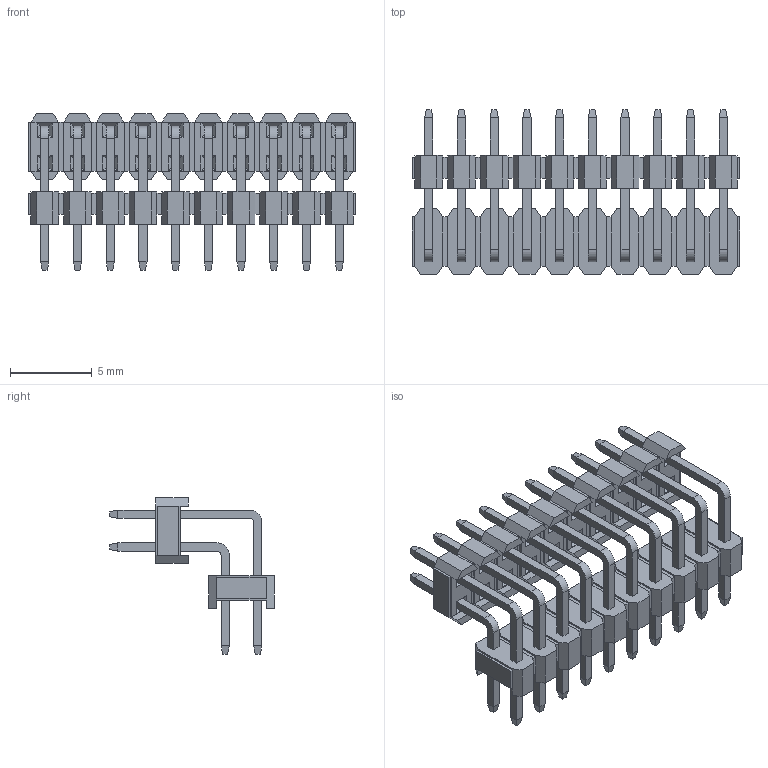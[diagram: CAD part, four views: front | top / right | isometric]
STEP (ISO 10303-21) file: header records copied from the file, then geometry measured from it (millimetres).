
FILE_DESCRIPTION( ('This file contains a STEP AP42 implementation' ,'as created by ZW3D STEP Interface translator.') ,'2;1' );
FILE_NAME( '1220-22XXXXRXXXXXXX(笢潔俔)(肮砃).stp' ,'23 324.133916', (''), ('ZWCAD Software Co.'), 'Version 1.0', 'ZW3D to STEP translator', '' );
FILE_SCHEMA(('AUTOMOTIVE_DESIGN { 1 0 10303 214 1 1 1 1 }'));
Length unit declared in the file: millimetre
Products named in the file (3): 0; 1220-2220XXR134XXXX(笢潔俔)(肮砃)001; 1220-22XXXXRXXXXX_ASM_1_ASM_1
Assembly tree (1 placements, depth 2):
  0
  1220-2220XXR134XXXX(笢潔俔)(肮砃)001
    1220-22XXXXRXXXXX_ASM_1_ASM_1
Bounding box: 20 x 10.05 x 9.55 mm (x, y, z)
Volume: 288.6 mm3; surface area: 1265.8 mm2
Topology: 22 solids, 22 shells, 1092 faces, 2584 edges, 1536 vertices
Faces by surface type: plane 1052, cylinder 40
Entity records: 31343 total; most frequent: CARTESIAN_POINT 5216, ORIENTED_EDGE 5168, DIRECTION 4856, EDGE_CURVE 2584, VECTOR 2504, LINE 2504, VERTEX_POINT 1536, AXIS2_PLACEMENT_3D 1176
